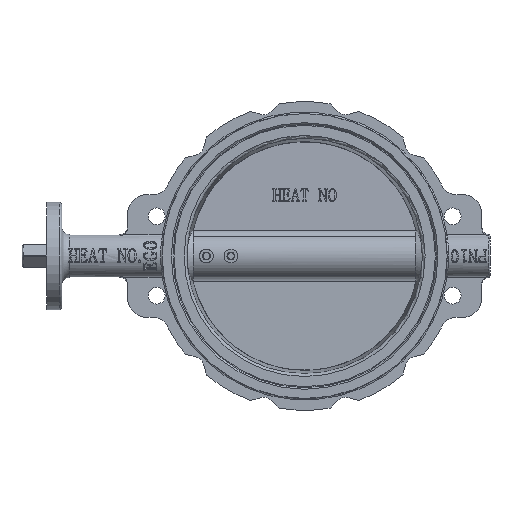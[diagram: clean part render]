
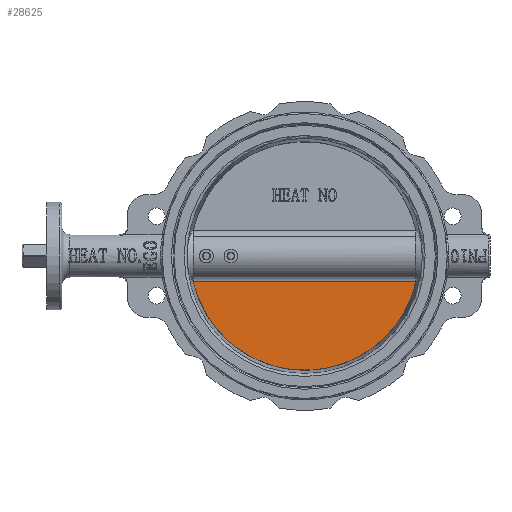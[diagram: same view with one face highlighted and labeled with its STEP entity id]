
A CAD part, left-side view. The second image highlights one B-rep face of the part: STEP entity #28625.
In plain terms, the highlighted planar face has unit normal (-1, 0, -0.004).
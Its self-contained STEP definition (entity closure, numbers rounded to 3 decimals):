
#753=PLANE('',#30034);
#1124=ELLIPSE('',#30035,149.173,149.172);
#2034=FACE_OUTER_BOUND('',#3359,.T.);
#3359=EDGE_LOOP('',(#22828,#22829));
#5572=LINE('',#98872,#8040);
#8040=VECTOR('',#33265,290.621);
#12489=VERTEX_POINT('',#98870);
#12490=VERTEX_POINT('',#98871);
#16564=EDGE_CURVE('',#12489,#12490,#5572,.T.);
#16565=EDGE_CURVE('',#12489,#12490,#1124,.F.);
#22828=ORIENTED_EDGE('',*,*,#16564,.F.);
#22829=ORIENTED_EDGE('',*,*,#16565,.T.);
#28625=ADVANCED_FACE('',(#2034),#753,.F.);
#30034=AXIS2_PLACEMENT_3D('',#98869,#33263,#33264);
#30035=AXIS2_PLACEMENT_3D('',#98873,#33266,#33267);
#33263=DIRECTION('center_axis',(1.,0.,
0.004));
#33264=DIRECTION('ref_axis',(0.,-1.,0.));
#33265=DIRECTION('',(0.,-1.,0.));
#33266=DIRECTION('center_axis',(1.,0.,
0.004));
#33267=DIRECTION('ref_axis',(-0.004,0.,
1.));
#98869=CARTESIAN_POINT('Origin',(-53.652,96.551,90.2));
#98870=CARTESIAN_POINT('',(-54.152,95.612,207.279));
#98871=CARTESIAN_POINT('',(-54.152,-195.009,207.279));
#98872=CARTESIAN_POINT('',(-54.152,95.612,207.279));
#98873=CARTESIAN_POINT('Origin',(-54.296,-49.699,241.));
